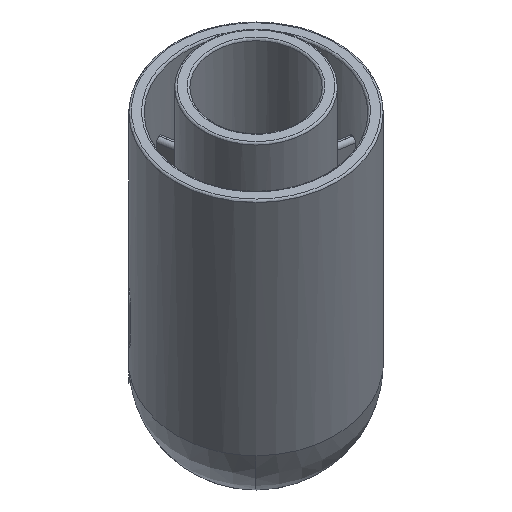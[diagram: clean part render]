
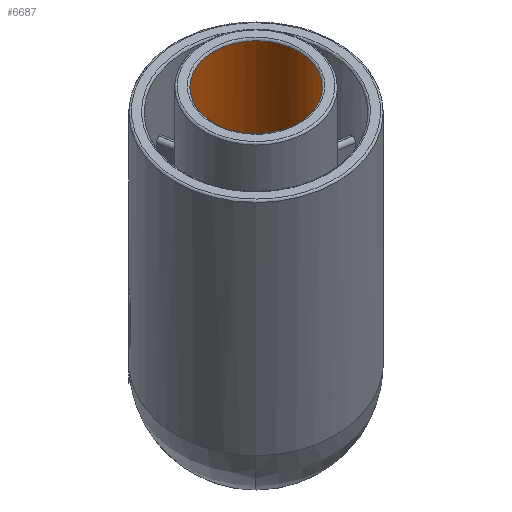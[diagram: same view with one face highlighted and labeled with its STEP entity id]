
A CAD part, left-side view. The second image highlights one B-rep face of the part: STEP entity #6687.
In plain terms, the highlighted cylindrical face has radius 13 mm (diameter 26 mm), a full revolution.
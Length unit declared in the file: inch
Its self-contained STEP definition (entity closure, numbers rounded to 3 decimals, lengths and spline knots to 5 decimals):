
#118 = CARTESIAN_POINT ( 'NONE',  ( -2.12967, 0., 2.12967 ) ) ;
#231 = CARTESIAN_POINT ( 'NONE',  ( 0., 0.51181, 0. ) ) ;
#247 = CARTESIAN_POINT ( 'NONE',  ( -0.31578, 0., -0.40803 ) ) ;
#263 = CARTESIAN_POINT ( 'NONE',  ( -0.28984, 0.20551, -0.37451 ) ) ;
#267 = CARTESIAN_POINT ( 'NONE',  ( -0.12945, -0.46787, -0.16727 ) ) ;
#549 = ORIENTED_EDGE ( 'NONE', *, *, #5396, .F. ) ;
#619 = AXIS2_PLACEMENT_3D ( 'NONE', #7246, #3293, #620 ) ;
#620 = DIRECTION ( 'NONE',  ( 0.707, 0., 0.707 ) ) ;
#780 =( BOUNDED_CURVE ( )  B_SPLINE_CURVE ( 3, ( #4777, #5456, #2816, #7414 ),
 .UNSPECIFIED., .F., .T. ) 
 B_SPLINE_CURVE_WITH_KNOTS ( ( 4, 4 ),
 ( 1.5708, 4.71239 ),
 .UNSPECIFIED. ) 
 CURVE ( )  GEOMETRIC_REPRESENTATION_ITEM ( )  RATIONAL_B_SPLINE_CURVE ( ( 1., 0.333, 0.333, 1. ) ) 
 REPRESENTATION_ITEM ( '' )  );
#787 = DIRECTION ( 'NONE',  ( -0.707, -0.008, -0.707 ) ) ;
#930 = CARTESIAN_POINT ( 'NONE',  ( -0.30987, 0.10329, -0.40039 ) ) ;
#933 = CARTESIAN_POINT ( 'NONE',  ( -0.06606, -0.50146, -0.08536 ) ) ;
#1212 = ORIENTED_EDGE ( 'NONE', *, *, #5018, .F. ) ;
#1574 = CARTESIAN_POINT ( 'NONE',  ( -0.06605, 0.50146, -0.08535 ) ) ;
#1577 = CARTESIAN_POINT ( 'NONE',  ( -0.30989, -0.10317, -0.40041 ) ) ;
#1597 = CYLINDRICAL_SURFACE ( 'NONE', #619, 0.51181 ) ;
#1607 = CARTESIAN_POINT ( 'NONE',  ( -0.31578, 0.01678, -0.40803 ) ) ;
#1612 = CARTESIAN_POINT ( 'NONE',  ( -0.01106, -0.51181, -0.01429 ) ) ;
#1670 = AXIS2_PLACEMENT_3D ( 'NONE', #118, #4756, #787 ) ;
#1805 = FACE_OUTER_BOUND ( 'NONE', #5989, .T. ) ;
#1900 = VERTEX_POINT ( 'NONE', #3976 ) ;
#2248 = CARTESIAN_POINT ( 'NONE',  ( -0.12943, 0.46789, -0.16724 ) ) ;
#2254 = CARTESIAN_POINT ( 'NONE',  ( -0.28986, -0.20541, -0.37454 ) ) ;
#2816 = CARTESIAN_POINT ( 'NONE',  ( 0.424, 0.51181, 1.02362 ) ) ;
#2906 = CARTESIAN_POINT ( 'NONE',  ( -0.18703, 0.41356, -0.24166 ) ) ;
#2911 = CARTESIAN_POINT ( 'NONE',  ( -0.25706, -0.29888, -0.33216 ) ) ;
#2964 =( BOUNDED_CURVE ( )  B_SPLINE_CURVE ( 3, ( #4872, #7481, #5549, #1577, #6223, #2254, #6865, #2911, #7511, #3554, #8191, #4223, #267, #4898, #933, #5586, #1612, #6246 ),
 .UNSPECIFIED., .F., .F. ) 
 B_SPLINE_CURVE_WITH_KNOTS ( ( 4, 1, 1, 1, 1, 1, 1, 1, 1, 1, 1, 1, 1, 1, 1, 4 ),
 ( 0., 0.06213, 0.12812, 0.19449, 0.26104, 0.3276, 0.3944, 0.46122, 0.5283, 0.59542, 0.66279, 0.73019, 0.79778, 0.8654, 0.93279, 1. ),
 .UNSPECIFIED. ) 
 CURVE ( )  GEOMETRIC_REPRESENTATION_ITEM ( )  RATIONAL_B_SPLINE_CURVE ( ( 1.04, 1.04, 1.04, 1.04, 1.04, 1.04, 1.04, 1.04, 1.04, 1.04, 1.04, 1.04, 1.04, 1.04, 1.04, 1.04, 1.04, 1.04 ) ) 
 REPRESENTATION_ITEM ( '' )  );
#3160 = EDGE_CURVE ( 'NONE', #4569, #4569, #4609, .T. ) ;
#3293 = DIRECTION ( 'NONE',  ( -0.707, 0., 0.707 ) ) ;
#3549 = CARTESIAN_POINT ( 'NONE',  ( -0.23624, 0.34104, -0.30526 ) ) ;
#3554 = CARTESIAN_POINT ( 'NONE',  ( -0.21286, -0.37933, -0.27505 ) ) ;
#3688 = VERTEX_POINT ( 'NONE', #247 ) ;
#3758 = FACE_OUTER_BOUND ( 'NONE', #5587, .T. ) ;
#3976 = CARTESIAN_POINT ( 'NONE',  ( 0., -0.51181, 0. ) ) ;
#4183 = CARTESIAN_POINT ( 'NONE',  ( -0.01106, 0.51181, -0.01429 ) ) ;
#4220 = CARTESIAN_POINT ( 'NONE',  ( -0.27495, 0.25362, -0.35527 ) ) ;
#4223 = CARTESIAN_POINT ( 'NONE',  ( -0.15916, -0.44315, -0.20565 ) ) ;
#4371 =( BOUNDED_CURVE ( )  B_SPLINE_CURVE ( 3, ( #231, #4183, #5544, #1574, #6220, #2248, #6860, #2906, #7506, #3549, #8188, #4220, #263, #4894, #930, #5583, #1607, #6242 ),
 .UNSPECIFIED., .F., .F. ) 
 B_SPLINE_CURVE_WITH_KNOTS ( ( 4, 1, 1, 1, 1, 1, 1, 1, 1, 1, 1, 1, 1, 1, 1, 4 ),
 ( 0., 0.0672, 0.13458, 0.20219, 0.26977, 0.33716, 0.40451, 0.47162, 0.53869, 0.6055, 0.67228, 0.73882, 0.80536, 0.87172, 0.93772, 1. ),
 .UNSPECIFIED. ) 
 CURVE ( )  GEOMETRIC_REPRESENTATION_ITEM ( )  RATIONAL_B_SPLINE_CURVE ( ( 1.04, 1.04, 1.04, 1.04, 1.04, 1.04, 1.04, 1.04, 1.04, 1.04, 1.04, 1.04, 1.04, 1.04, 1.04, 1.04, 1.04, 1.04 ) ) 
 REPRESENTATION_ITEM ( '' )  );
#4569 = VERTEX_POINT ( 'NONE', #5263 ) ;
#4609 = CIRCLE ( 'NONE', #1670, 0.51181 ) ;
#4756 = DIRECTION ( 'NONE',  ( 0.707, 0., -0.707 ) ) ;
#4777 = CARTESIAN_POINT ( 'NONE',  ( 0., -0.51181, 0. ) ) ;
#4872 = CARTESIAN_POINT ( 'NONE',  ( -0.31578, 0., -0.40803 ) ) ;
#4894 = CARTESIAN_POINT ( 'NONE',  ( -0.30152, 0.1552, -0.3896 ) ) ;
#4898 = CARTESIAN_POINT ( 'NONE',  ( -0.09829, -0.48739, -0.12701 ) ) ;
#4941 = VERTEX_POINT ( 'NONE', #6697 ) ;
#5018 = EDGE_CURVE ( 'NONE', #1900, #4941, #780, .T. ) ;
#5263 = CARTESIAN_POINT ( 'NONE',  ( -2.49156, -0.0043, 1.76778 ) ) ;
#5396 = EDGE_CURVE ( 'NONE', #3688, #1900, #2964, .T. ) ;
#5456 = CARTESIAN_POINT ( 'NONE',  ( 0.424, -0.51181, 1.02362 ) ) ;
#5544 = CARTESIAN_POINT ( 'NONE',  ( -0.03317, 0.50993, -0.04286 ) ) ;
#5549 = CARTESIAN_POINT ( 'NONE',  ( -0.31473, -0.05128, -0.40668 ) ) ;
#5583 = CARTESIAN_POINT ( 'NONE',  ( -0.31473, 0.05137, -0.40667 ) ) ;
#5586 = CARTESIAN_POINT ( 'NONE',  ( -0.03317, -0.50993, -0.04286 ) ) ;
#5587 = EDGE_LOOP ( 'NONE', ( #8134 ) ) ;
#5989 = EDGE_LOOP ( 'NONE', ( #1212, #549, #6770 ) ) ;
#6220 = CARTESIAN_POINT ( 'NONE',  ( -0.09828, 0.4874, -0.12699 ) ) ;
#6223 = CARTESIAN_POINT ( 'NONE',  ( -0.30154, -0.15509, -0.38963 ) ) ;
#6242 = CARTESIAN_POINT ( 'NONE',  ( -0.31578, 0., -0.40803 ) ) ;
#6246 = CARTESIAN_POINT ( 'NONE',  ( 0., -0.51181, 0. ) ) ;
#6687 = ADVANCED_FACE ( 'NONE', ( #1805, #3758 ), #1597, .F. ) ;
#6697 = CARTESIAN_POINT ( 'NONE',  ( 0., 0.51181, 0. ) ) ;
#6770 = ORIENTED_EDGE ( 'NONE', *, *, #7482, .F. ) ;
#6860 = CARTESIAN_POINT ( 'NONE',  ( -0.15913, 0.44317, -0.20562 ) ) ;
#6865 = CARTESIAN_POINT ( 'NONE',  ( -0.27498, -0.25354, -0.35531 ) ) ;
#7246 = CARTESIAN_POINT ( 'NONE',  ( 0., 0., 0. ) ) ;
#7414 = CARTESIAN_POINT ( 'NONE',  ( 0., 0.51181, 0. ) ) ;
#7481 = CARTESIAN_POINT ( 'NONE',  ( -0.31578, -0.01674, -0.40803 ) ) ;
#7482 = EDGE_CURVE ( 'NONE', #4941, #3688, #4371, .T. ) ;
#7506 = CARTESIAN_POINT ( 'NONE',  ( -0.21283, 0.37938, -0.27501 ) ) ;
#7511 = CARTESIAN_POINT ( 'NONE',  ( -0.23627, -0.34098, -0.3053 ) ) ;
#8134 = ORIENTED_EDGE ( 'NONE', *, *, #3160, .F. ) ;
#8188 = CARTESIAN_POINT ( 'NONE',  ( -0.25703, 0.29895, -0.33212 ) ) ;
#8191 = CARTESIAN_POINT ( 'NONE',  ( -0.18705, -0.41353, -0.2417 ) ) ;
